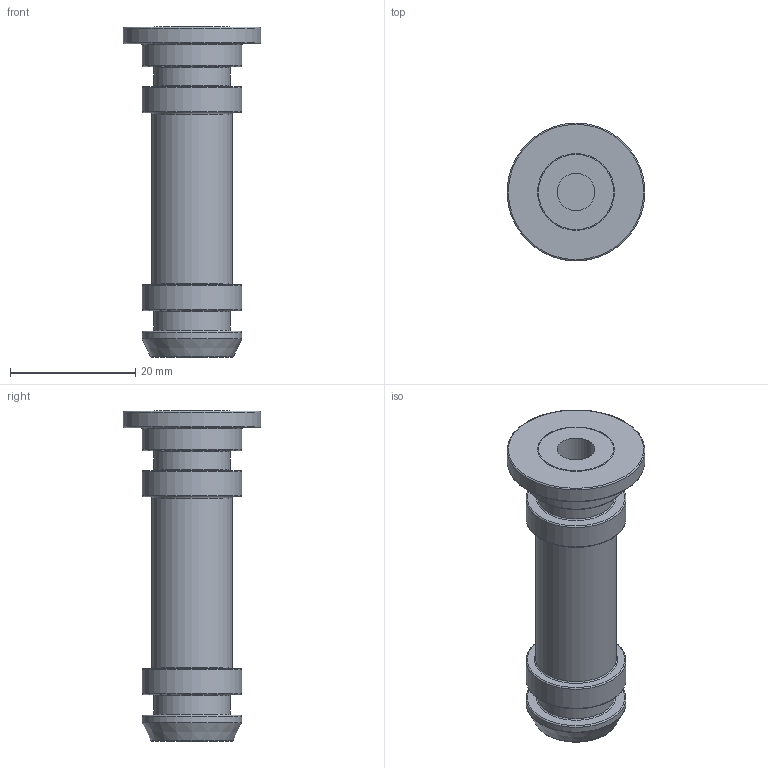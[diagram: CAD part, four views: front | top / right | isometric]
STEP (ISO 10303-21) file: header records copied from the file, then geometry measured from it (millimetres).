
FILE_DESCRIPTION(/* description */ (''),/* implementation_level */ '2;1');
FILE_NAME(/* name */ '36d5e2c0-05c8-11ec-b463-0a23aa40f633.step',/* time_stamp */ '2021-08-25T17:16:58+00:00',/* author */ (''),/* organization */ (''),/* preprocessor_version */ 'ST-DEVELOPER v18.1',/* originating_system */ 'Autodesk Translation Framework v10.6.0.1341',/* authorisation */ '');
FILE_SCHEMA (('AUTOMOTIVE_DESIGN { 1 0 10303 214 3 1 1 }'));
Length unit declared in the file: centimetre
Products named in the file (1): temp_body
Bounding box: 22 x 22 x 52.67 mm (x, y, z)
Volume: 8272.2 mm3; surface area: 3575.9 mm2
Topology: 1 solids, 1 shells, 39 faces, 84 edges, 56 vertices
Faces by surface type: torus 18, plane 11, cylinder 9, cone 1
Full cylindrical faces by diameter (mm): 6 x1, 12.227 x2, 12.89 x1, 15.945 x4, 22 x1
Entity records: 1152 total; most frequent: DIRECTION 238, CARTESIAN_POINT 180, ORIENTED_EDGE 168, AXIS2_PLACEMENT_3D 114, EDGE_CURVE 84, CIRCLE 74, VERTEX_POINT 56, EDGE_LOOP 48
